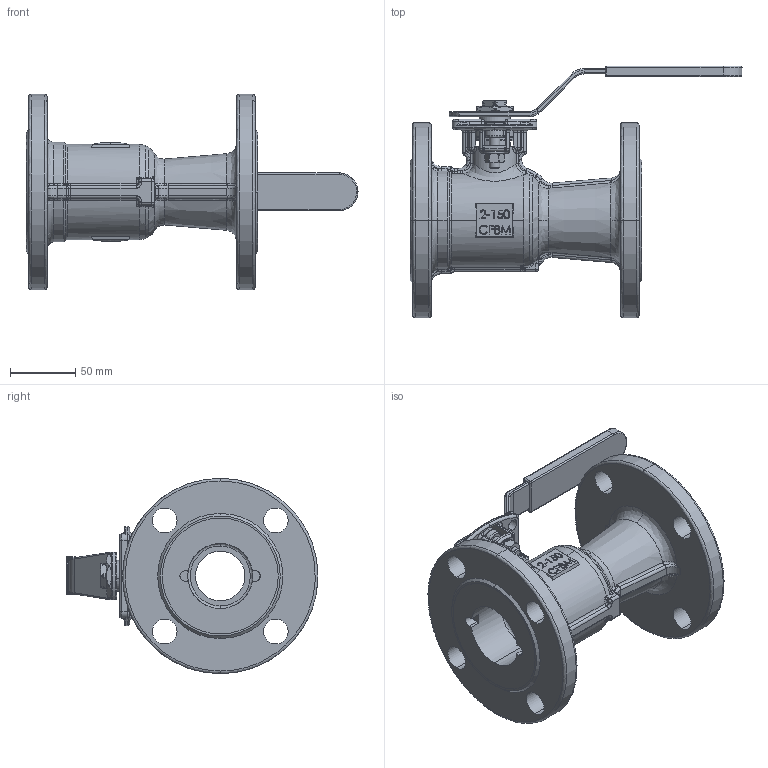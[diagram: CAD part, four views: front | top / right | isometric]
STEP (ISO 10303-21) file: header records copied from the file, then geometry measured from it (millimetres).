
FILE_DESCRIPTION (( 'STEP AP203' ), '1' );
FILE_NAME ('F9R-F1-0200_0.step', '2020-11-02T19:43:55', ( '' ), ( '' ), 'SwSTEP 2.0', 'SolidWorks 2019', '' );
FILE_SCHEMA (( 'CONFIG_CONTROL_DESIGN' ));
Length unit declared in the file: inch
Products named in the file (16): F9R-F1-0200 STEM; F9R-F1-0200 GLAND BUSHING; F9R-F1-0200 GLAND NUT; F9R-F1-0200_0; F9R-F1-0200 GLAND BOLT; F9R-F1-0200 HANDLE SPACE 2; F9R-F1-0200 HANDLE NUT; F9R-F1-0200 STOP PLATE; F9R-F1-0200 HANDLE COVER; F9R-F1-0200 GLAND LOCK WASHER; F9R-F1-0200 BELLEVILLE WASHER; F9R-F1-0200 PACKING; F9R-F1-0200 HANDLE; F9R-F1-0200 BODY; F9R-F1-0200 RETAINER; F9R-F1-0200 GLAND FLANGE
Assembly tree (18 placements, depth 2):
  F9R-F1-0200_0
    F9R-F1-0200 BODY
    F9R-F1-0200 RETAINER
    F9R-F1-0200 PACKING
    F9R-F1-0200 GLAND FLANGE
    F9R-F1-0200 STOP PLATE
    F9R-F1-0200 STEM
    F9R-F1-0200 HANDLE SPACE 2
    F9R-F1-0200 GLAND BUSHING
    F9R-F1-0200 HANDLE
    F9R-F1-0200 BELLEVILLE WASHER
    F9R-F1-0200 HANDLE NUT
    F9R-F1-0200 GLAND BOLT  x2
    F9R-F1-0200 GLAND NUT  x2
    F9R-F1-0200 HANDLE COVER
    F9R-F1-0200 GLAND LOCK WASHER  x2
Bounding box: 255 x 193.4 x 150 mm (x, y, z)
Volume: 854184 mm3; surface area: 227527.2 mm2
Topology: 21 solids, 21 shells, 1400 faces, 3477 edges, 2069 vertices
Faces by surface type: bspline 568, cylinder 469, plane 285, cone 78
Entity records: 234200 total; most frequent: CARTESIAN_POINT 204345, ORIENTED_EDGE 6560, DIRECTION 4901, EDGE_CURVE 3280, VERTEX_POINT 1981, AXIS2_PLACEMENT_3D 1892, EDGE_LOOP 1435, ADVANCED_FACE 1345
